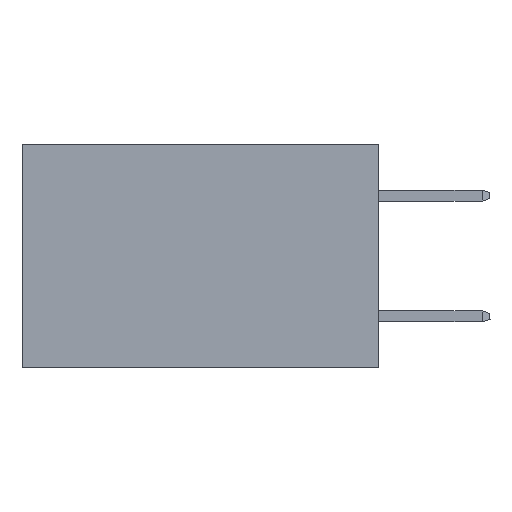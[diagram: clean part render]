
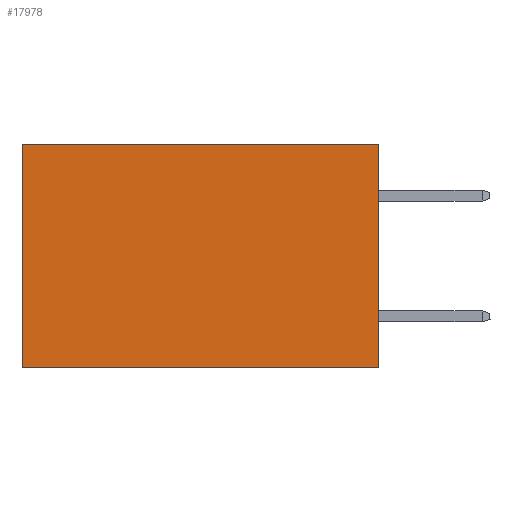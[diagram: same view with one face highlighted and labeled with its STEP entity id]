
A CAD part, left-side view. The second image highlights one B-rep face of the part: STEP entity #17978.
In plain terms, the highlighted planar face has unit normal (-1, 0, 0).
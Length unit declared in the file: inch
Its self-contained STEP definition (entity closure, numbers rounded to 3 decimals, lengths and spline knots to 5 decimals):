
#117 = VERTEX_POINT ( 'NONE', #8244 ) ;
#242 = EDGE_CURVE ( 'NONE', #1929, #2879, #366, .T. ) ;
#366 = LINE ( 'NONE', #11987, #4353 ) ;
#1821 = DIRECTION ( 'NONE',  ( 0., 0., -1. ) ) ;
#1895 = DIRECTION ( 'NONE',  ( 1., 0., 0. ) ) ;
#1929 = VERTEX_POINT ( 'NONE', #17674 ) ;
#2540 = EDGE_CURVE ( 'NONE', #117, #2879, #12736, .T. ) ;
#2879 = VERTEX_POINT ( 'NONE', #4986 ) ;
#3607 = DIRECTION ( 'NONE',  ( 0., 0., -1. ) ) ;
#4353 = VECTOR ( 'NONE', #1821, 39.37008 ) ;
#4547 = ORIENTED_EDGE ( 'NONE', *, *, #13984, .T. ) ;
#4986 = CARTESIAN_POINT ( 'NONE',  ( 0.277, 0.59, -0.37 ) ) ;
#5124 = DIRECTION ( 'NONE',  ( 0., 1., 0. ) ) ;
#5332 = DIRECTION ( 'NONE',  ( 0., 0., -1. ) ) ;
#6454 = AXIS2_PLACEMENT_3D ( 'NONE', #9145, #1895, #5332 ) ;
#6521 = ORIENTED_EDGE ( 'NONE', *, *, #242, .T. ) ;
#6785 = CARTESIAN_POINT ( 'NONE',  ( 0.277, 0., 0. ) ) ;
#7107 = ORIENTED_EDGE ( 'NONE', *, *, #2540, .F. ) ;
#8244 = CARTESIAN_POINT ( 'NONE',  ( 0.277, 0., -0.37 ) ) ;
#9145 = CARTESIAN_POINT ( 'NONE',  ( 0.277, 0., -0.37 ) ) ;
#10501 = VERTEX_POINT ( 'NONE', #18486 ) ;
#11869 = EDGE_CURVE ( 'NONE', #10501, #117, #18371, .T. ) ;
#11987 = CARTESIAN_POINT ( 'NONE',  ( 0.277, 0.59, -0.37 ) ) ;
#12736 = LINE ( 'NONE', #19632, #20334 ) ;
#13204 = CARTESIAN_POINT ( 'NONE',  ( 0.277, 0., -0.37 ) ) ;
#13888 = PLANE ( 'NONE',  #6454 ) ;
#13984 = EDGE_CURVE ( 'NONE', #10501, #1929, #14722, .T. ) ;
#14722 = LINE ( 'NONE', #6785, #19236 ) ;
#14737 = ORIENTED_EDGE ( 'NONE', *, *, #11869, .F. ) ;
#17236 = FACE_OUTER_BOUND ( 'NONE', #18048, .T. ) ;
#17674 = CARTESIAN_POINT ( 'NONE',  ( 0.277, 0.59, 0. ) ) ;
#17689 = DIRECTION ( 'NONE',  ( 0., 1., 0. ) ) ;
#17978 = ADVANCED_FACE ( 'NONE', ( #17236 ), #13888, .F. ) ;
#18048 = EDGE_LOOP ( 'NONE', ( #6521, #7107, #14737, #4547 ) ) ;
#18371 = LINE ( 'NONE', #13204, #18852 ) ;
#18486 = CARTESIAN_POINT ( 'NONE',  ( 0.277, 0., 0. ) ) ;
#18852 = VECTOR ( 'NONE', #3607, 39.37008 ) ;
#19236 = VECTOR ( 'NONE', #17689, 39.37008 ) ;
#19632 = CARTESIAN_POINT ( 'NONE',  ( 0.277, 0., -0.37 ) ) ;
#20334 = VECTOR ( 'NONE', #5124, 39.37008 ) ;
